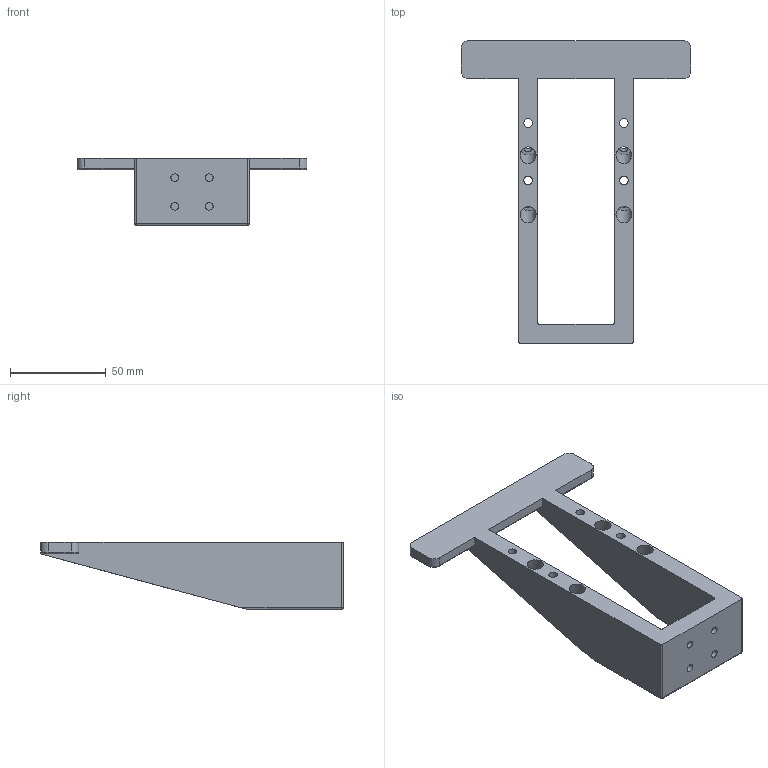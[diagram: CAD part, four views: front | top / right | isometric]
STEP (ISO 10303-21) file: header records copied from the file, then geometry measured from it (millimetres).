
FILE_DESCRIPTION(/* description */ ('','CAx-IF Rec.Pracs.---Representation and Presentation of Product Manufacturing Information (PMI)---4.0---2014-10-13'),/* implementation_level */ '2;1');
FILE_NAME(/* name */ 'WL-21045-2--Chasing-M2-Pro-Max-Mount--v2.stp',/* time_stamp */ '2025-07-04T12:37:17+02:00',/* author */ ('Einar'),/* organization */ (''),/* preprocessor_version */ 'ST-DEVELOPER v20',/* originating_system */ 'Autodesk Inventor 2025',/* authorisation */ '');
FILE_SCHEMA (('AP242_MANAGED_MODEL_BASED_3D_ENGINEERING_MIM_LF { 1 0 10303 442 1 1 4 }'));
Length unit declared in the file: millimetre
Products named in the file (1): WL-21045-2--Chasing-M2-Pro-Max-Mount--v1
Bounding box: 120 x 158 x 35 mm (x, y, z)
Volume: 96495.7 mm3; surface area: 34840.3 mm2
Topology: 1 solids, 1 shells, 81 faces, 186 edges, 118 vertices
Faces by surface type: cylinder 42, plane 31, torus 6, sphere 2
Full cylindrical faces by diameter (mm): 4 x4, 4.5 x8, 8.3 x8
Entity records: 2475 total; most frequent: DIRECTION 468, CARTESIAN_POINT 403, ORIENTED_EDGE 372, AXIS2_PLACEMENT_3D 187, EDGE_CURVE 186, VERTEX_POINT 118, EDGE_LOOP 110, LINE 94
